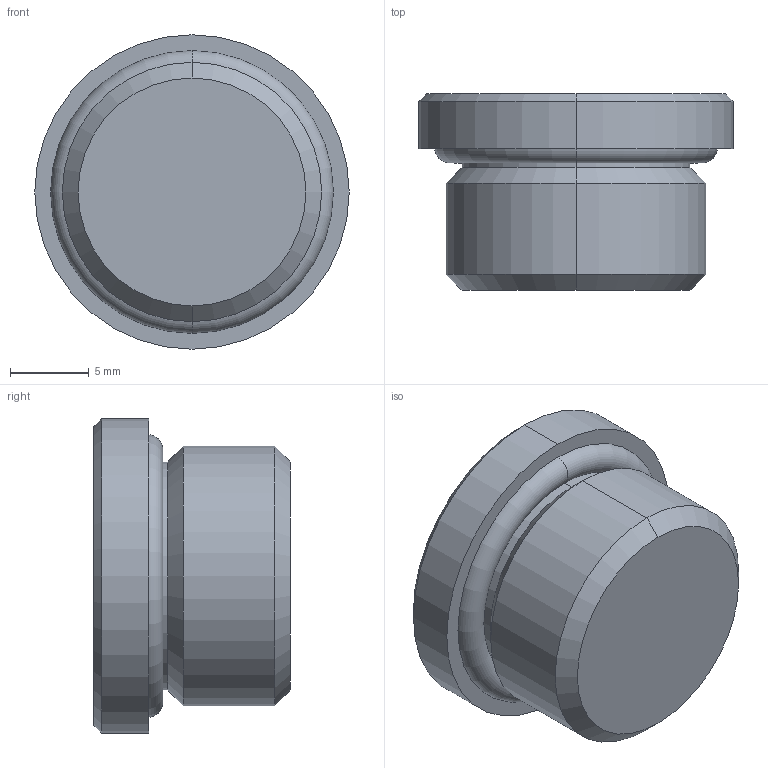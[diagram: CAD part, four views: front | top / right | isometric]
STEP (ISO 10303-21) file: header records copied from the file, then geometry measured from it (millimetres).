
FILE_DESCRIPTION (( 'STEP AP203' ), '1' );
FILE_NAME ('05360003.STEP', '2010-09-15T08:54:49', ( 'Flavio' ), ( '' ), 'SwSTEP 2.0', 'SolidWorks 2009', '' );
FILE_SCHEMA (( 'CONFIG_CONTROL_DESIGN' ));
Length unit declared in the file: millimetre
Products named in the file (1): 05360003
Bounding box: 20 x 12.5 x 20 mm (x, y, z)
Volume: 2478.8 mm3; surface area: 1551.2 mm2
Topology: 1 solids, 1 shells, 46 faces, 105 edges, 61 vertices
Faces by surface type: plane 21, cylinder 13, cone 10, torus 2
Entity records: 1372 total; most frequent: CARTESIAN_POINT 263, DIRECTION 229, ORIENTED_EDGE 206, EDGE_CURVE 103, AXIS2_PLACEMENT_3D 91, VERTEX_POINT 61, EDGE_LOOP 48, VECTOR 47
